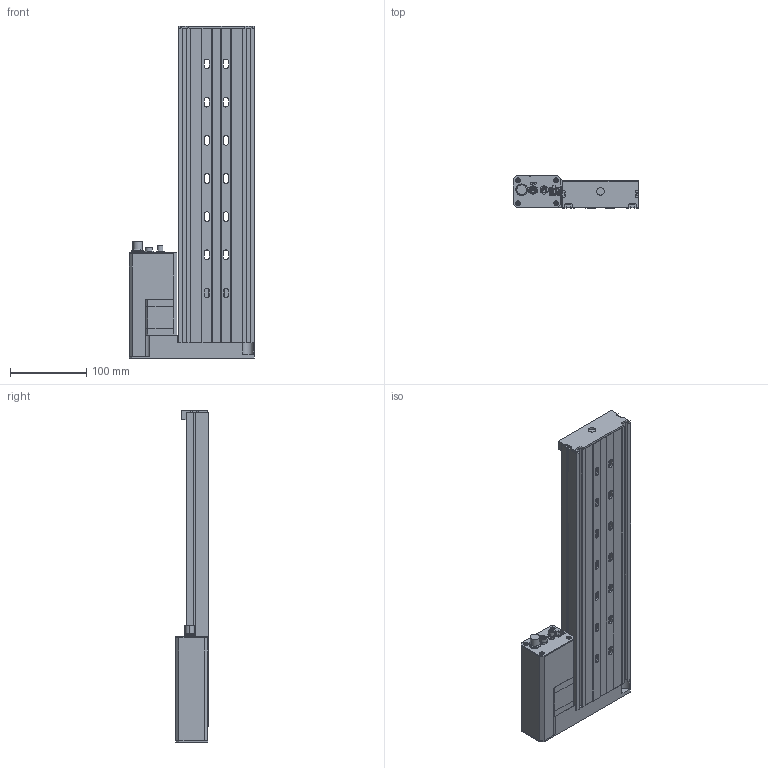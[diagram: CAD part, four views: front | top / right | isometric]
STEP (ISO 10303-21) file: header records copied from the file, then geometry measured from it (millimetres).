
FILE_DESCRIPTION (( 'STEP AP203' ), '1' );
FILE_NAME ('X-LRQ300xP-E01.step', '2023-05-17T23:54:37', ( '' ), ( '' ), 'SwSTEP 2.0', 'SolidWorks 2019', '' );
FILE_SCHEMA (( 'CONFIG_CONTROL_DESIGN' ));
Length unit declared in the file: millimetre
Products named in the file (4): LRQ_carriage^LRQ_LRQ; X-LRQ300xP-E01; NMS17_motor^LRQ_X-LRQ-E01; LRQ_base^LRQ_LRQ300P
Assembly tree (3 placements, depth 2):
  X-LRQ300xP-E01
    LRQ_base^LRQ_LRQ300P
    LRQ_carriage^LRQ_LRQ
    NMS17_motor^LRQ_X-LRQ-E01
Bounding box: 164 x 42.5 x 434.8 mm (x, y, z)
Volume: 1065559.8 mm3; surface area: 341218.6 mm2
Topology: 35 solids, 35 shells, 934 faces, 2342 edges, 1545 vertices
Faces by surface type: plane 593, cylinder 303, cone 30, torus 8
Entity records: 28635 total; most frequent: CARTESIAN_POINT 5155, DIRECTION 4841, ORIENTED_EDGE 4668, EDGE_CURVE 2334, VECTOR 1619, LINE 1619, AXIS2_PLACEMENT_3D 1611, VERTEX_POINT 1545
